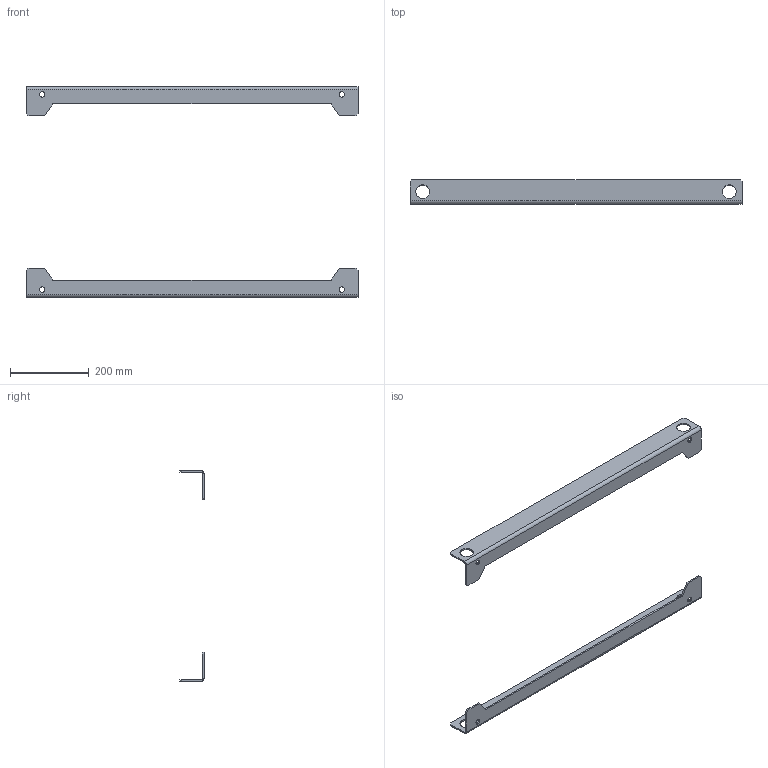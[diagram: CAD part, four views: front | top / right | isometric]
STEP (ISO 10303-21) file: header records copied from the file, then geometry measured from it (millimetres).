
FILE_DESCRIPTION(('STEP AP214'),'1');
FILE_NAME('cctmp_FF2BE7FA-97AA-4095-B304-36557E919D69_2023_03_28_21_07_53_0807..stp','2023-03-28T19:07:54',('SIEMENS A&D'),('CADClick - www.CADClick.com'),'Spatial InterOp 3D postprocessed',' ','unknown authorization');
FILE_SCHEMA(('AUTOMOTIVE_DESIGN'));
Length unit declared in the file: millimetre
Products named in the file (3): cc_unnamed; 2023_03_28_21_07_53_0800; 2023_03_28_21_07_53_0796
Assembly tree (2 placements, depth 2):
  cc_unnamed
    2023_03_28_21_07_53_0800
    2023_03_28_21_07_53_0796
Bounding box: 842 x 61 x 534.75 mm (x, y, z)
Volume: 672506.8 mm3; surface area: 354374.2 mm2
Topology: 2 solids, 2 shells, 52 faces, 144 edges, 96 vertices
Faces by surface type: plane 32, cylinder 20
Entity records: 1932 total; most frequent: CARTESIAN_POINT 295, DIRECTION 294, ORIENTED_EDGE 288, EDGE_CURVE 144, LINE 104, VECTOR 104, VERTEX_POINT 96, AXIS2_PLACEMENT_3D 95
